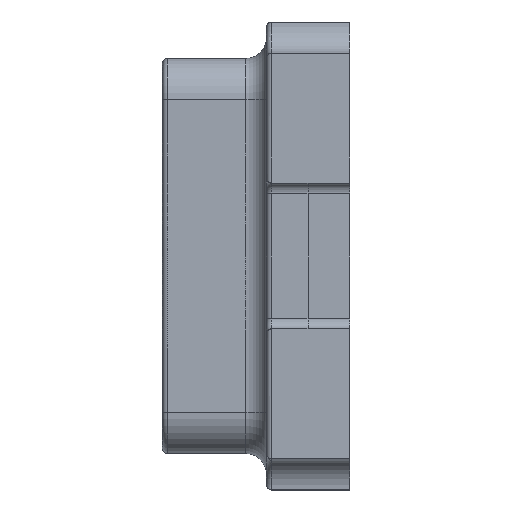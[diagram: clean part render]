
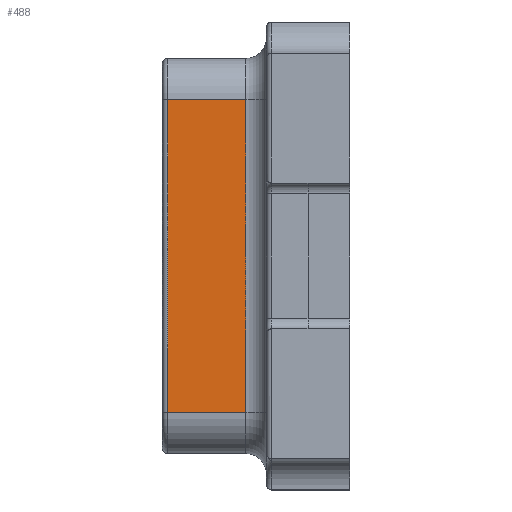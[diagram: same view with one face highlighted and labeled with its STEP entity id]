
A CAD part, left-side view. The second image highlights one B-rep face of the part: STEP entity #488.
In plain terms, the highlighted planar face has unit normal (-1, 0, 0).
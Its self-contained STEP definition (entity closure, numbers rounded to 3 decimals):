
#12 = VERTEX_POINT ( 'NONE', #45 ) ;
#45 = CARTESIAN_POINT ( 'NONE',  ( -3.45, 1.75, -1.5 ) ) ;
#66 = EDGE_CURVE ( 'NONE', #12, #674, #372, .T. ) ;
#84 = EDGE_CURVE ( 'NONE', #674, #1952, #612, .T. ) ;
#132 = VECTOR ( 'NONE', #328, 1000. ) ;
#230 = AXIS2_PLACEMENT_3D ( 'NONE', #343, #1419, #1852 ) ;
#328 = DIRECTION ( 'NONE',  ( 0., 0., 1. ) ) ;
#343 = CARTESIAN_POINT ( 'NONE',  ( -3.45, 1.8, 1.9 ) ) ;
#372 = LINE ( 'NONE', #1438, #2203 ) ;
#384 = CARTESIAN_POINT ( 'NONE',  ( -3.45, 1., -1.5 ) ) ;
#488 = ADVANCED_FACE ( 'NONE', ( #968 ), #2063, .F. ) ;
#505 = EDGE_LOOP ( 'NONE', ( #1601, #1674, #2225, #2322 ) ) ;
#612 = LINE ( 'NONE', #2111, #132 ) ;
#674 = VERTEX_POINT ( 'NONE', #384 ) ;
#741 = VECTOR ( 'NONE', #2129, 1000. ) ;
#783 = DIRECTION ( 'NONE',  ( 0., -1., 0. ) ) ;
#938 = EDGE_CURVE ( 'NONE', #2859, #12, #1273, .T. ) ;
#968 = FACE_OUTER_BOUND ( 'NONE', #505, .T. ) ;
#1065 = CARTESIAN_POINT ( 'NONE',  ( -3.45, 1., 1.5 ) ) ;
#1273 = LINE ( 'NONE', #1278, #741 ) ;
#1278 = CARTESIAN_POINT ( 'NONE',  ( -3.45, 1.75, -1.5 ) ) ;
#1419 = DIRECTION ( 'NONE',  ( 1., 0., 0. ) ) ;
#1438 = CARTESIAN_POINT ( 'NONE',  ( -3.45, 1.8, -1.5 ) ) ;
#1601 = ORIENTED_EDGE ( 'NONE', *, *, #66, .T. ) ;
#1674 = ORIENTED_EDGE ( 'NONE', *, *, #84, .T. ) ;
#1852 = DIRECTION ( 'NONE',  ( 0., 0., -1. ) ) ;
#1952 = VERTEX_POINT ( 'NONE', #1065 ) ;
#1965 = LINE ( 'NONE', #1996, #2357 ) ;
#1996 = CARTESIAN_POINT ( 'NONE',  ( -3.45, 1.8, 1.5 ) ) ;
#2063 = PLANE ( 'NONE',  #230 ) ;
#2111 = CARTESIAN_POINT ( 'NONE',  ( -3.45, 1., 1.9 ) ) ;
#2129 = DIRECTION ( 'NONE',  ( 0., 0., -1. ) ) ;
#2203 = VECTOR ( 'NONE', #783, 1000. ) ;
#2225 = ORIENTED_EDGE ( 'NONE', *, *, #2719, .T. ) ;
#2322 = ORIENTED_EDGE ( 'NONE', *, *, #938, .T. ) ;
#2357 = VECTOR ( 'NONE', #2466, 1000. ) ;
#2466 = DIRECTION ( 'NONE',  ( 0., 1., 0. ) ) ;
#2480 = CARTESIAN_POINT ( 'NONE',  ( -3.45, 1.75, 1.5 ) ) ;
#2719 = EDGE_CURVE ( 'NONE', #1952, #2859, #1965, .T. ) ;
#2859 = VERTEX_POINT ( 'NONE', #2480 ) ;
